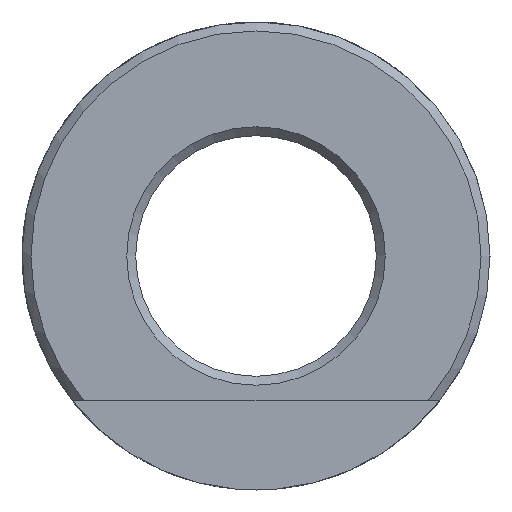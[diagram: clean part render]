
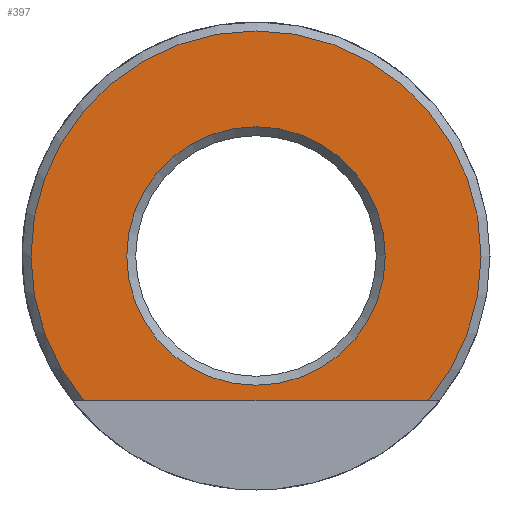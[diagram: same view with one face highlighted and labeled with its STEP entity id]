
A CAD part, left-side view. The second image highlights one B-rep face of the part: STEP entity #397.
In plain terms, the highlighted planar face has unit normal (-1, 0, 0).
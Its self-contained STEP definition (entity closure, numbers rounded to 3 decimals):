
#20=FACE_BOUND('',#73,.T.);
#37=PLANE('',#445);
#50=FACE_OUTER_BOUND('',#72,.T.);
#72=EDGE_LOOP('',(#312,#313));
#73=EDGE_LOOP('',(#314));
#95=CIRCLE('',#446,10.1);
#96=CIRCLE('',#447,5.8);
#129=LINE('',#685,#155);
#155=VECTOR('',#534,10.);
#188=VERTEX_POINT('',#674);
#190=VERTEX_POINT('',#681);
#191=VERTEX_POINT('',#690);
#237=EDGE_CURVE('',#188,#190,#129,.T.);
#239=EDGE_CURVE('',#188,#190,#95,.T.);
#240=EDGE_CURVE('',#191,#191,#96,.T.);
#312=ORIENTED_EDGE('',*,*,#237,.T.);
#313=ORIENTED_EDGE('',*,*,#239,.F.);
#314=ORIENTED_EDGE('',*,*,#240,.F.);
#397=ADVANCED_FACE('',(#50,#20),#37,.T.);
#445=AXIS2_PLACEMENT_3D('',#688,#539,#540);
#446=AXIS2_PLACEMENT_3D('',#689,#541,#542);
#447=AXIS2_PLACEMENT_3D('',#691,#543,#544);
#534=DIRECTION('',(0.,-1.,0.));
#539=DIRECTION('center_axis',(-1.,0.,0.));
#540=DIRECTION('ref_axis',(0.,0.,1.));
#541=DIRECTION('center_axis',(1.,0.,0.));
#542=DIRECTION('ref_axis',(0.,-1.,0.));
#543=DIRECTION('center_axis',(-1.,0.,0.));
#544=DIRECTION('ref_axis',(0.,-1.,0.));
#674=CARTESIAN_POINT('',(-27.9,7.73,-6.5));
#681=CARTESIAN_POINT('',(-27.9,-7.73,-6.5));
#685=CARTESIAN_POINT('',(-27.9,5.25,-6.5));
#688=CARTESIAN_POINT('Origin',(-27.9,10.5,0.));
#689=CARTESIAN_POINT('Origin',(-27.9,0.,0.));
#690=CARTESIAN_POINT('',(-27.9,5.8,0.));
#691=CARTESIAN_POINT('Origin',(-27.9,0.,0.));
